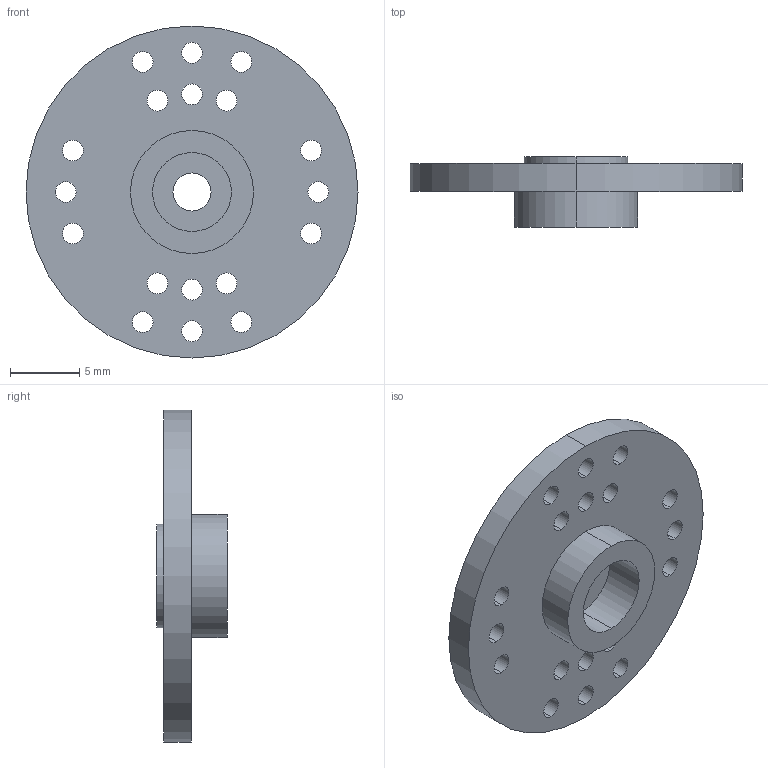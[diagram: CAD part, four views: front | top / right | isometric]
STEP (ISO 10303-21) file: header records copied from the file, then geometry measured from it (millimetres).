
FILE_DESCRIPTION (( 'STEP AP214' ), '1' );
FILE_NAME ('tetrix_739195_plastic_horn.step', '2017-10-17T01:22:43', ( '' ), ( '' ), 'SwSTEP 2.0', 'SolidWorks 2017', '' );
FILE_SCHEMA (( 'AUTOMOTIVE_DESIGN' ));
Length unit declared in the file: inch
Products named in the file (1): tetrix_739195_plastic_horn
Bounding box: 24 x 5.1 x 24 mm (x, y, z)
Volume: 924.8 mm3; surface area: 1311.2 mm2
Topology: 1 solids, 1 shells, 54 faces, 144 edges, 96 vertices
Faces by surface type: cylinder 48, plane 6
Entity records: 1860 total; most frequent: DIRECTION 350, CARTESIAN_POINT 295, ORIENTED_EDGE 288, AXIS2_PLACEMENT_3D 151, EDGE_CURVE 144, VERTEX_POINT 96, CIRCLE 96, EDGE_LOOP 96
